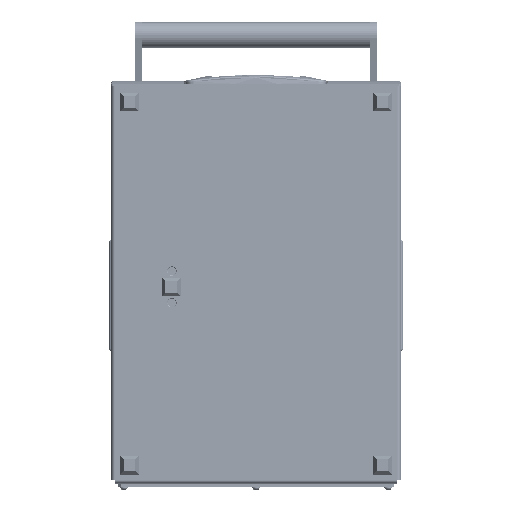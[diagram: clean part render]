
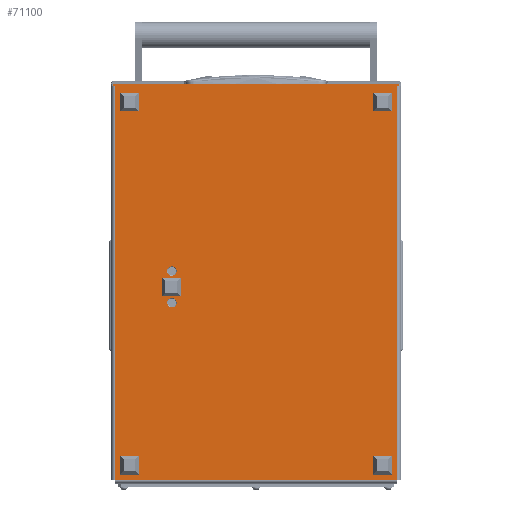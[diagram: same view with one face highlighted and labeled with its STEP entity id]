
A CAD part, front view. The second image highlights one B-rep face of the part: STEP entity #71100.
In plain terms, the highlighted face is planar.
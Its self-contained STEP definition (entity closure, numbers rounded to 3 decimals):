
#378 = CARTESIAN_POINT ( 'NONE',  ( 0., 314., 0. ) ) ;
#1349 = LINE ( 'NONE', #56303, #13615 ) ;
#2457 = DIRECTION ( 'NONE',  ( 1., 0., 0. ) ) ;
#2655 = VERTEX_POINT ( 'NONE', #378 ) ;
#3115 = VECTOR ( 'NONE', #66431, 1000. ) ;
#4882 = PLANE ( 'NONE',  #41676 ) ;
#10160 = AXIS2_PLACEMENT_3D ( 'NONE', #75086, #64849, #111939 ) ;
#10319 = EDGE_CURVE ( 'NONE', #34639, #106868, #1349, .T. ) ;
#10486 = CARTESIAN_POINT ( 'NONE',  ( 0., 0., 0. ) ) ;
#10732 = EDGE_LOOP ( 'NONE', ( #20161, #15535 ) ) ;
#11244 = DIRECTION ( 'NONE',  ( 0., -1., 0. ) ) ;
#13334 = FACE_OUTER_BOUND ( 'NONE', #34539, .T. ) ;
#13615 = VECTOR ( 'NONE', #47219, 1000. ) ;
#15488 = DIRECTION ( 'NONE',  ( -1., 0., 0. ) ) ;
#15535 = ORIENTED_EDGE ( 'NONE', *, *, #98010, .F. ) ;
#15738 = ORIENTED_EDGE ( 'NONE', *, *, #98063, .F. ) ;
#17749 = CARTESIAN_POINT ( 'NONE',  ( 199.8, 249., 0. ) ) ;
#18651 = CARTESIAN_POINT ( 'NONE',  ( 0., -2., 0. ) ) ;
#19265 = CARTESIAN_POINT ( 'NONE',  ( 234.8, 249., 0. ) ) ;
#20161 = ORIENTED_EDGE ( 'NONE', *, *, #113247, .F. ) ;
#20468 = DIRECTION ( 'NONE',  ( 0., 0., -1. ) ) ;
#22060 = EDGE_CURVE ( 'NONE', #70910, #37886, #64991, .T. ) ;
#22135 = EDGE_CURVE ( 'NONE', #70531, #2655, #83664, .T. ) ;
#22997 = DIRECTION ( 'NONE',  ( -1., 0., 0. ) ) ;
#23356 = DIRECTION ( 'NONE',  ( 0., 0., -1. ) ) ;
#24073 = DIRECTION ( 'NONE',  ( 0., 0., -1. ) ) ;
#26084 = AXIS2_PLACEMENT_3D ( 'NONE', #113442, #20468, #103217 ) ;
#26962 = CARTESIAN_POINT ( 'NONE',  ( 436., 312., 0. ) ) ;
#27005 = CARTESIAN_POINT ( 'NONE',  ( 0., 312., 0. ) ) ;
#32059 = FACE_BOUND ( 'NONE', #93564, .T. ) ;
#34539 = EDGE_LOOP ( 'NONE', ( #36469, #73348, #77552, #65521, #108568, #105723, #76990, #55121 ) ) ;
#34639 = VERTEX_POINT ( 'NONE', #44920 ) ;
#36469 = ORIENTED_EDGE ( 'NONE', *, *, #10319, .F. ) ;
#37886 = VERTEX_POINT ( 'NONE', #40049 ) ;
#38974 = VERTEX_POINT ( 'NONE', #112971 ) ;
#40049 = CARTESIAN_POINT ( 'NONE',  ( 436., 0., 0. ) ) ;
#41125 = ORIENTED_EDGE ( 'NONE', *, *, #77109, .F. ) ;
#41676 = AXIS2_PLACEMENT_3D ( 'NONE', #78511, #106352, #22997 ) ;
#44920 = CARTESIAN_POINT ( 'NONE',  ( 0., -2., 0. ) ) ;
#45542 = LINE ( 'NONE', #109575, #81483 ) ;
#47219 = DIRECTION ( 'NONE',  ( 0., 1., 0. ) ) ;
#55121 = ORIENTED_EDGE ( 'NONE', *, *, #101686, .F. ) ;
#55963 = DIRECTION ( 'NONE',  ( 0., 1., 0. ) ) ;
#56303 = CARTESIAN_POINT ( 'NONE',  ( 0., -4., 0. ) ) ;
#56819 = CARTESIAN_POINT ( 'NONE',  ( 0., 312., 0. ) ) ;
#58033 = LINE ( 'NONE', #112365, #86368 ) ;
#60178 = AXIS2_PLACEMENT_3D ( 'NONE', #98249, #23356, #15488 ) ;
#64782 = VERTEX_POINT ( 'NONE', #99065 ) ;
#64849 = DIRECTION ( 'NONE',  ( 0., 0., -1. ) ) ;
#64991 = LINE ( 'NONE', #72853, #115779 ) ;
#65521 = ORIENTED_EDGE ( 'NONE', *, *, #114206, .T. ) ;
#65579 = VECTOR ( 'NONE', #55963, 1000. ) ;
#65587 = CARTESIAN_POINT ( 'NONE',  ( 0., -4., 0. ) ) ;
#65743 = LINE ( 'NONE', #110483, #91349 ) ;
#66431 = DIRECTION ( 'NONE',  ( -1., 0., 0. ) ) ;
#68103 = CARTESIAN_POINT ( 'NONE',  ( 205., 249., 0. ) ) ;
#70531 = VERTEX_POINT ( 'NONE', #27005 ) ;
#70910 = VERTEX_POINT ( 'NONE', #26962 ) ;
#71100 = ADVANCED_FACE ( 'NONE', ( #32059, #87559, #13334 ), #4882, .T. ) ;
#72489 = VERTEX_POINT ( 'NONE', #17749 ) ;
#72853 = CARTESIAN_POINT ( 'NONE',  ( 436., 312., 0. ) ) ;
#73348 = ORIENTED_EDGE ( 'NONE', *, *, #74838, .T. ) ;
#74838 = EDGE_CURVE ( 'NONE', #34639, #38974, #82619, .T. ) ;
#75086 = CARTESIAN_POINT ( 'NONE',  ( 240., 249., 0. ) ) ;
#75692 = CIRCLE ( 'NONE', #10160, 5.2 ) ;
#76190 = CIRCLE ( 'NONE', #99454, 5.2 ) ;
#76990 = ORIENTED_EDGE ( 'NONE', *, *, #22060, .T. ) ;
#77109 = EDGE_CURVE ( 'NONE', #101386, #72489, #91022, .T. ) ;
#77552 = ORIENTED_EDGE ( 'NONE', *, *, #113203, .T. ) ;
#77669 = VERTEX_POINT ( 'NONE', #19265 ) ;
#78106 = CIRCLE ( 'NONE', #26084, 5.2 ) ;
#78511 = CARTESIAN_POINT ( 'NONE',  ( 0., 312., 0. ) ) ;
#81483 = VECTOR ( 'NONE', #118018, 1000. ) ;
#82619 = LINE ( 'NONE', #18651, #98176 ) ;
#83664 = LINE ( 'NONE', #65587, #65579 ) ;
#86368 = VECTOR ( 'NONE', #2457, 1000. ) ;
#87559 = FACE_BOUND ( 'NONE', #10732, .T. ) ;
#88524 = EDGE_CURVE ( 'NONE', #70910, #70531, #110580, .T. ) ;
#91022 = CIRCLE ( 'NONE', #60178, 5.2 ) ;
#91349 = VECTOR ( 'NONE', #100839, 1000. ) ;
#92330 = DIRECTION ( 'NONE',  ( -1., 0., 0. ) ) ;
#93564 = EDGE_LOOP ( 'NONE', ( #15738, #41125 ) ) ;
#96829 = CARTESIAN_POINT ( 'NONE',  ( 245.2, 249., 0. ) ) ;
#98010 = EDGE_CURVE ( 'NONE', #103372, #77669, #78106, .T. ) ;
#98063 = EDGE_CURVE ( 'NONE', #72489, #101386, #76190, .T. ) ;
#98176 = VECTOR ( 'NONE', #92330, 1000. ) ;
#98249 = CARTESIAN_POINT ( 'NONE',  ( 205., 249., 0. ) ) ;
#99065 = CARTESIAN_POINT ( 'NONE',  ( -2., 314., 0. ) ) ;
#99454 = AXIS2_PLACEMENT_3D ( 'NONE', #68103, #24073, #115839 ) ;
#100839 = DIRECTION ( 'NONE',  ( 1., 0., 0. ) ) ;
#101386 = VERTEX_POINT ( 'NONE', #102446 ) ;
#101686 = EDGE_CURVE ( 'NONE', #106868, #37886, #58033, .T. ) ;
#102446 = CARTESIAN_POINT ( 'NONE',  ( 210.2, 249., 0. ) ) ;
#103217 = DIRECTION ( 'NONE',  ( -1., 0., 0. ) ) ;
#103372 = VERTEX_POINT ( 'NONE', #96829 ) ;
#105723 = ORIENTED_EDGE ( 'NONE', *, *, #88524, .F. ) ;
#106352 = DIRECTION ( 'NONE',  ( 0., 0., -1. ) ) ;
#106868 = VERTEX_POINT ( 'NONE', #10486 ) ;
#108568 = ORIENTED_EDGE ( 'NONE', *, *, #22135, .F. ) ;
#109575 = CARTESIAN_POINT ( 'NONE',  ( -2., -4., 0. ) ) ;
#110483 = CARTESIAN_POINT ( 'NONE',  ( 0., 314., 0. ) ) ;
#110580 = LINE ( 'NONE', #56819, #3115 ) ;
#111939 = DIRECTION ( 'NONE',  ( -1., 0., 0. ) ) ;
#112365 = CARTESIAN_POINT ( 'NONE',  ( 0., 0., 0. ) ) ;
#112971 = CARTESIAN_POINT ( 'NONE',  ( -2., -2., 0. ) ) ;
#113203 = EDGE_CURVE ( 'NONE', #38974, #64782, #45542, .T. ) ;
#113247 = EDGE_CURVE ( 'NONE', #77669, #103372, #75692, .T. ) ;
#113442 = CARTESIAN_POINT ( 'NONE',  ( 240., 249., 0. ) ) ;
#114206 = EDGE_CURVE ( 'NONE', #64782, #2655, #65743, .T. ) ;
#115779 = VECTOR ( 'NONE', #11244, 1000. ) ;
#115839 = DIRECTION ( 'NONE',  ( -1., 0., 0. ) ) ;
#118018 = DIRECTION ( 'NONE',  ( 0., 1., 0. ) ) ;
